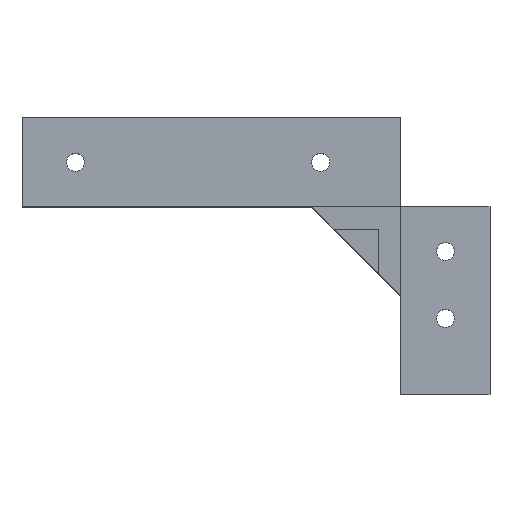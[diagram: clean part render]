
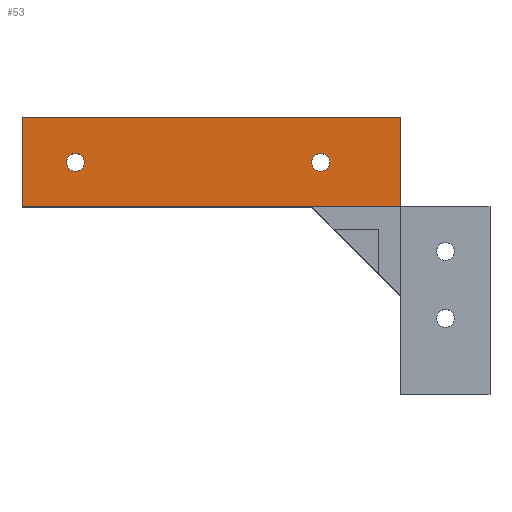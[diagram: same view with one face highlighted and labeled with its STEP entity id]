
A CAD part, top view. The second image highlights one B-rep face of the part: STEP entity #53.
In plain terms, the highlighted planar face has unit normal (0, 0, 1).
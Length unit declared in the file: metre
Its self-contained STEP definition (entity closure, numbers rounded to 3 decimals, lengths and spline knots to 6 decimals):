
#53 = ADVANCED_FACE( '', ( #95, #96, #97 ), #98, .T. );
#95 = FACE_OUTER_BOUND( '', #173, .T. );
#96 = FACE_BOUND( '', #174, .T. );
#97 = FACE_BOUND( '', #175, .T. );
#98 = PLANE( '', #176 );
#173 = EDGE_LOOP( '', ( #282, #283, #284, #285, #286 ) );
#174 = EDGE_LOOP( '', ( #287 ) );
#175 = EDGE_LOOP( '', ( #288 ) );
#176 = AXIS2_PLACEMENT_3D( '', #289, #290, #291 );
#282 = ORIENTED_EDGE( '', *, *, #450, .F. );
#283 = ORIENTED_EDGE( '', *, *, #455, .T. );
#284 = ORIENTED_EDGE( '', *, *, #456, .T. );
#285 = ORIENTED_EDGE( '', *, *, #457, .T. );
#286 = ORIENTED_EDGE( '', *, *, #458, .T. );
#287 = ORIENTED_EDGE( '', *, *, #459, .F. );
#288 = ORIENTED_EDGE( '', *, *, #460, .F. );
#289 = CARTESIAN_POINT( '', ( -0.0325, 0.009, 0.01 ) );
#290 = DIRECTION( '', ( 0., 0., 1. ) );
#291 = DIRECTION( '', ( 1., 0., 0. ) );
#450 = EDGE_CURVE( '', #524, #525, #526, .T. );
#455 = EDGE_CURVE( '', #524, #532, #533, .T. );
#456 = EDGE_CURVE( '', #532, #534, #535, .T. );
#457 = EDGE_CURVE( '', #534, #536, #537, .T. );
#458 = EDGE_CURVE( '', #536, #525, #538, .T. );
#459 = EDGE_CURVE( '', #539, #539, #540, .T. );
#460 = EDGE_CURVE( '', #541, #541, #542, .T. );
#524 = VERTEX_POINT( '', #637 );
#525 = VERTEX_POINT( '', #638 );
#526 = LINE( '', #639, #640 );
#532 = VERTEX_POINT( '', #650 );
#533 = LINE( '', #651, #652 );
#534 = VERTEX_POINT( '', #653 );
#535 = LINE( '', #654, #655 );
#536 = VERTEX_POINT( '', #656 );
#537 = LINE( '', #657, #658 );
#538 = LINE( '', #659, #660 );
#539 = VERTEX_POINT( '', #661 );
#540 = CIRCLE( '', #662, 0.00201 );
#541 = VERTEX_POINT( '', #663 );
#542 = CIRCLE( '', #664, 0.00201 );
#637 = CARTESIAN_POINT( '', ( 0., 0.02, 0.01 ) );
#638 = CARTESIAN_POINT( '', ( -0.02, 0.02, 0.01 ) );
#639 = CARTESIAN_POINT( '', ( -0.01, 0.02, 0.01 ) );
#640 = VECTOR( '', #768, 1. );
#650 = CARTESIAN_POINT( '', ( 0., 0.04, 0.01 ) );
#651 = CARTESIAN_POINT( '', ( 0., 0.034763, 0.01 ) );
#652 = VECTOR( '', #773, 1. );
#653 = CARTESIAN_POINT( '', ( -0.085, 0.04, 0.01 ) );
#654 = CARTESIAN_POINT( '', ( -0.046251, 0.04, 0.01 ) );
#655 = VECTOR( '', #774, 1. );
#656 = CARTESIAN_POINT( '', ( -0.085, 0.02, 0.01 ) );
#657 = CARTESIAN_POINT( '', ( -0.085, 0.033536, 0.01 ) );
#658 = VECTOR( '', #775, 1. );
#659 = CARTESIAN_POINT( '', ( -0.049273, 0.02, 0.01 ) );
#660 = VECTOR( '', #776, 1. );
#661 = CARTESIAN_POINT( '', ( -0.07099, 0.03, 0.01 ) );
#662 = AXIS2_PLACEMENT_3D( '', #777, #778, #779 );
#663 = CARTESIAN_POINT( '', ( -0.01599, 0.03, 0.01 ) );
#664 = AXIS2_PLACEMENT_3D( '', #780, #781, #782 );
#768 = DIRECTION( '', ( -1., 0., 0. ) );
#773 = DIRECTION( '', ( 0., 1., 0. ) );
#774 = DIRECTION( '', ( -1., 0., 0. ) );
#775 = DIRECTION( '', ( 0., -1., 0. ) );
#776 = DIRECTION( '', ( 1., 0., 0. ) );
#777 = CARTESIAN_POINT( '', ( -0.073, 0.03, 0.01 ) );
#778 = DIRECTION( '', ( 0., 0., 1. ) );
#779 = DIRECTION( '', ( 1., 0., 0. ) );
#780 = CARTESIAN_POINT( '', ( -0.018, 0.03, 0.01 ) );
#781 = DIRECTION( '', ( 0., 0., 1. ) );
#782 = DIRECTION( '', ( 1., 0., 0. ) );
